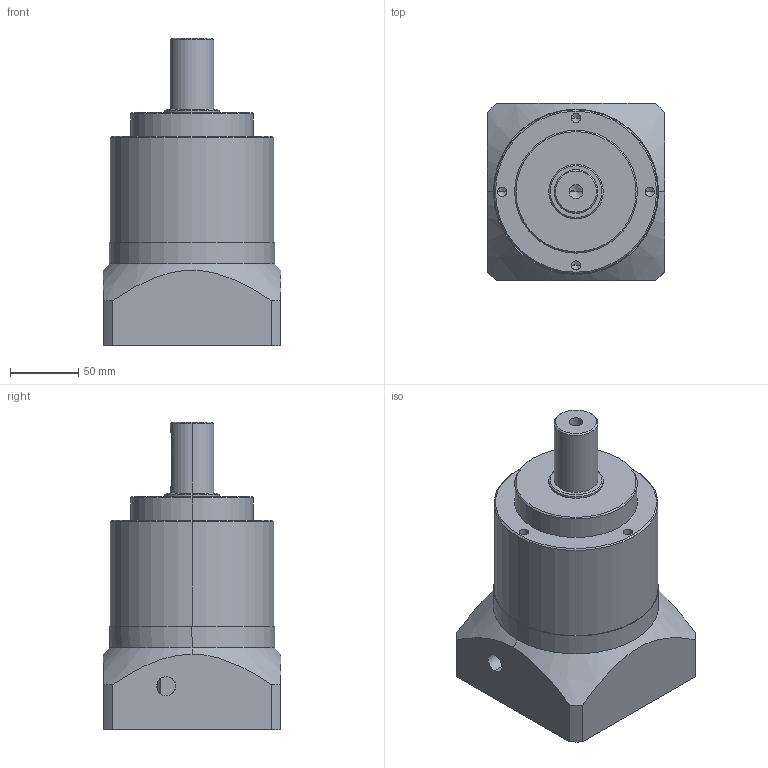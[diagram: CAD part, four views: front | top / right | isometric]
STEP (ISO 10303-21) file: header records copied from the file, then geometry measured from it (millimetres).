
FILE_DESCRIPTION((''),'2;1');
FILE_NAME('VRL120-S2-L1','2022-06-14T13:44:52',('Administrator'),(''),'CREO PARAMETRIC BY PTC INC, 2019010','CREO PARAMETRIC BY PTC INC, 2019010','');
FILE_SCHEMA(('CONFIG_CONTROL_DESIGN'));
Length unit declared in the file: millimetre
Products named in the file (1): VRL120-S2-L1
Bounding box: 130 x 130 x 225.5 mm (x, y, z)
Volume: 1908650.9 mm3; surface area: 142572.8 mm2
Topology: 1 solids, 1 shells, 176 faces, 451 edges, 286 vertices
Faces by surface type: cylinder 66, plane 62, cone 32, torus 16
Entity records: 5638 total; most frequent: CARTESIAN_POINT 1265, DIRECTION 962, ORIENTED_EDGE 866, EDGE_CURVE 433, AXIS2_PLACEMENT_3D 381, VERTEX_POINT 286, EDGE_LOOP 207, CIRCLE 205
